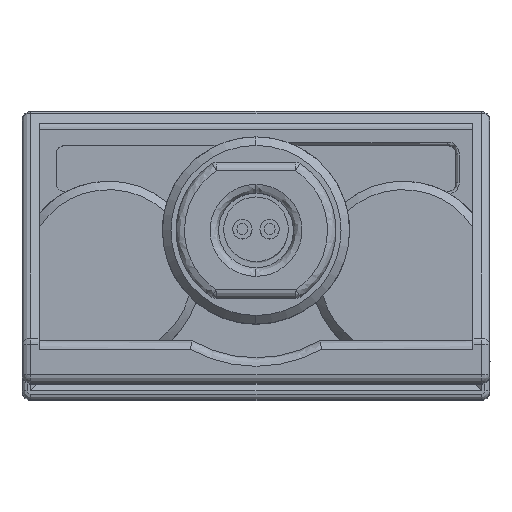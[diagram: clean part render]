
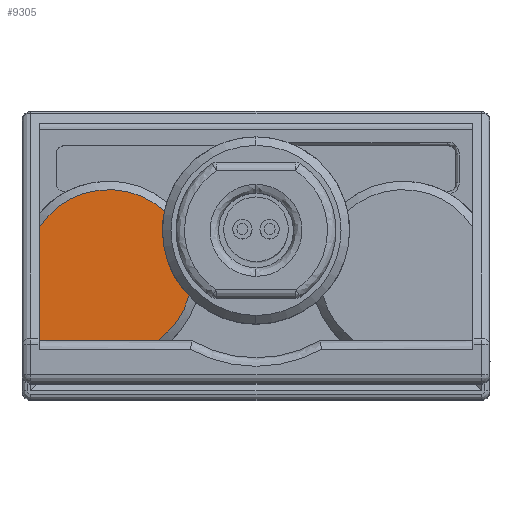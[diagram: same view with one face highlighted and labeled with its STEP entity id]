
A CAD part, top view. The second image highlights one B-rep face of the part: STEP entity #9305.
In plain terms, the highlighted face is planar.
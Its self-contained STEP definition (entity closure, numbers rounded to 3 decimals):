
#59 = PLANE ( 'NONE',  #2644 ) ;
#119 = CARTESIAN_POINT ( 'NONE',  ( 5., 1., 0. ) ) ;
#120 = LINE ( 'NONE', #3110, #9038 ) ;
#185 = CARTESIAN_POINT ( 'NONE',  ( 5., -5.5, 8.317 ) ) ;
#253 = CARTESIAN_POINT ( 'NONE',  ( 5., 2.148, 5.379 ) ) ;
#297 = EDGE_CURVE ( 'NONE', #8512, #8240, #6337, .T. ) ;
#416 = DIRECTION ( 'NONE',  ( 0., 0., 1. ) ) ;
#1193 = VERTEX_POINT ( 'NONE', #5866 ) ;
#1774 = LINE ( 'NONE', #185, #2198 ) ;
#1931 = ORIENTED_EDGE ( 'NONE', *, *, #4913, .T. ) ;
#2028 = EDGE_LOOP ( 'NONE', ( #3713, #7468, #3543, #9130, #2712, #1931 ) ) ;
#2198 = VECTOR ( 'NONE', #3307, 1000. ) ;
#2221 = CARTESIAN_POINT ( 'NONE',  ( 5., -5.5, 12.75 ) ) ;
#2622 = DIRECTION ( 'NONE',  ( 0., -1., 0. ) ) ;
#2633 = VERTEX_POINT ( 'NONE', #253 ) ;
#2644 = AXIS2_PLACEMENT_3D ( 'NONE', #2221, #8990, #3180 ) ;
#2681 = VERTEX_POINT ( 'NONE', #5405 ) ;
#2712 = ORIENTED_EDGE ( 'NONE', *, *, #297, .T. ) ;
#2851 = CARTESIAN_POINT ( 'NONE',  ( 5., -1.5, 8.65 ) ) ;
#2988 = EDGE_CURVE ( 'NONE', #2633, #2681, #6069, .T. ) ;
#3004 = DIRECTION ( 'NONE',  ( 1., 0., 0. ) ) ;
#3110 = CARTESIAN_POINT ( 'NONE',  ( 5., -1.023, 12.75 ) ) ;
#3180 = DIRECTION ( 'NONE',  ( 0., 0., -1. ) ) ;
#3306 = CARTESIAN_POINT ( 'NONE',  ( 5., -5.5, 12.75 ) ) ;
#3307 = DIRECTION ( 'NONE',  ( 0., 0., -1. ) ) ;
#3355 = AXIS2_PLACEMENT_3D ( 'NONE', #9445, #7887, #416 ) ;
#3543 = ORIENTED_EDGE ( 'NONE', *, *, #7410, .T. ) ;
#3713 = ORIENTED_EDGE ( 'NONE', *, *, #2988, .T. ) ;
#3731 = DIRECTION ( 'NONE',  ( 0., -1., 0. ) ) ;
#3907 = EDGE_CURVE ( 'NONE', #2681, #4189, #120, .T. ) ;
#4085 = CARTESIAN_POINT ( 'NONE',  ( 5., -1.5, 8.65 ) ) ;
#4189 = VERTEX_POINT ( 'NONE', #3306 ) ;
#4694 = AXIS2_PLACEMENT_3D ( 'NONE', #4085, #6357, #2622 ) ;
#4913 = EDGE_CURVE ( 'NONE', #8240, #2633, #7015, .T. ) ;
#5405 = CARTESIAN_POINT ( 'NONE',  ( 5., 1.183, 12.75 ) ) ;
#5408 = DIRECTION ( 'NONE',  ( 0., -1., 0. ) ) ;
#5792 = CIRCLE ( 'NONE', #4694, 4.9 ) ;
#5866 = CARTESIAN_POINT ( 'NONE',  ( 5., -5.5, 5.82 ) ) ;
#6069 = CIRCLE ( 'NONE', #6864, 4.9 ) ;
#6101 = DIRECTION ( 'NONE',  ( -1., 0., 0. ) ) ;
#6337 = CIRCLE ( 'NONE', #3355, 5.5 ) ;
#6357 = DIRECTION ( 'NONE',  ( 1., 0., 0. ) ) ;
#6864 = AXIS2_PLACEMENT_3D ( 'NONE', #2851, #3004, #3731 ) ;
#6872 = AXIS2_PLACEMENT_3D ( 'NONE', #119, #6101, #9094 ) ;
#6958 = FACE_OUTER_BOUND ( 'NONE', #2028, .T. ) ;
#7015 = CIRCLE ( 'NONE', #6872, 5.5 ) ;
#7102 = CARTESIAN_POINT ( 'NONE',  ( 5., 1., 5.5 ) ) ;
#7159 = EDGE_CURVE ( 'NONE', #1193, #8512, #5792, .T. ) ;
#7410 = EDGE_CURVE ( 'NONE', #4189, #1193, #1774, .T. ) ;
#7468 = ORIENTED_EDGE ( 'NONE', *, *, #3907, .T. ) ;
#7887 = DIRECTION ( 'NONE',  ( -1., 0., 0. ) ) ;
#8240 = VERTEX_POINT ( 'NONE', #7102 ) ;
#8334 = CARTESIAN_POINT ( 'NONE',  ( 5., -2.841, 3.937 ) ) ;
#8512 = VERTEX_POINT ( 'NONE', #8334 ) ;
#8990 = DIRECTION ( 'NONE',  ( 1., 0., 0. ) ) ;
#9038 = VECTOR ( 'NONE', #5408, 1000. ) ;
#9094 = DIRECTION ( 'NONE',  ( 0., 0., 1. ) ) ;
#9130 = ORIENTED_EDGE ( 'NONE', *, *, #7159, .T. ) ;
#9305 = ADVANCED_FACE ( 'NONE', ( #6958 ), #59, .T. ) ;
#9445 = CARTESIAN_POINT ( 'NONE',  ( 5., 1., 0. ) ) ;
